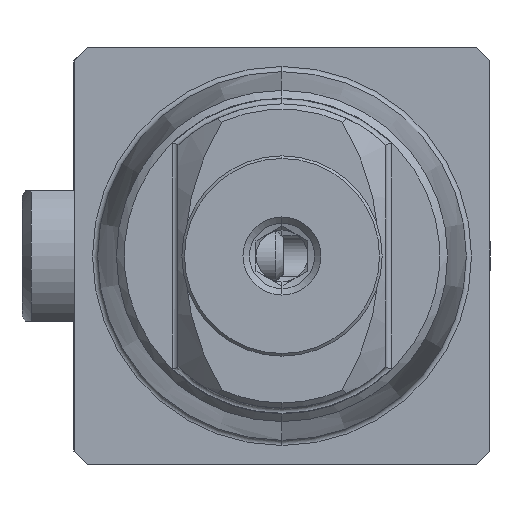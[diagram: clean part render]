
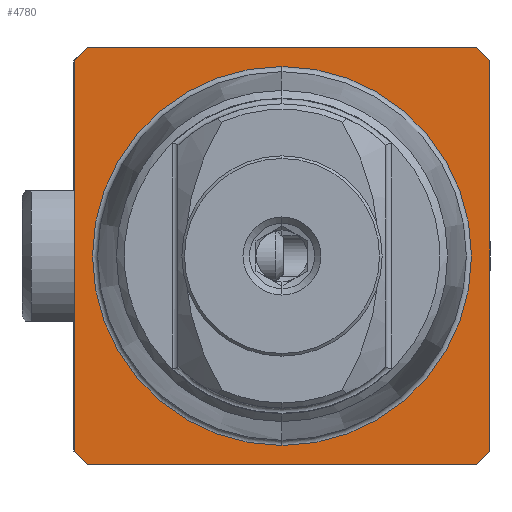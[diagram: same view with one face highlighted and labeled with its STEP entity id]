
A CAD part, left-side view. The second image highlights one B-rep face of the part: STEP entity #4780.
In plain terms, the highlighted planar face has unit normal (-1, 0, 0).
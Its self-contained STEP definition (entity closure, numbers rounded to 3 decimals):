
#68 = ORIENTED_EDGE ( 'NONE', *, *, #8934, .T. ) ;
#73 = VERTEX_POINT ( 'NONE', #191 ) ;
#140 = AXIS2_PLACEMENT_3D ( 'NONE', #1223, #4704, #3981 ) ;
#141 = ORIENTED_EDGE ( 'NONE', *, *, #1926, .T. ) ;
#191 = CARTESIAN_POINT ( 'NONE',  ( 0., 8., 7.5 ) ) ;
#279 = CARTESIAN_POINT ( 'NONE',  ( 0., -8., 7.5 ) ) ;
#385 = DIRECTION ( 'NONE',  ( 1., 0., 0. ) ) ;
#640 = LINE ( 'NONE', #3369, #3262 ) ;
#756 = ORIENTED_EDGE ( 'NONE', *, *, #8251, .T. ) ;
#860 = DIRECTION ( 'NONE',  ( -1., 0., 0. ) ) ;
#979 = VECTOR ( 'NONE', #999, 1000. ) ;
#999 = DIRECTION ( 'NONE',  ( 0., -0.707, 0.707 ) ) ;
#1041 = CARTESIAN_POINT ( 'NONE',  ( 0., -8., -7.5 ) ) ;
#1117 = CARTESIAN_POINT ( 'NONE',  ( 0., -8., -7.5 ) ) ;
#1166 = EDGE_CURVE ( 'NONE', #1488, #8100, #1320, .T. ) ;
#1223 = CARTESIAN_POINT ( 'NONE',  ( 0., 0., 0. ) ) ;
#1320 = CIRCLE ( 'NONE', #1327, 7.287 ) ;
#1327 = AXIS2_PLACEMENT_3D ( 'NONE', #1624, #860, #7114 ) ;
#1380 = VECTOR ( 'NONE', #4109, 1000. ) ;
#1488 = VERTEX_POINT ( 'NONE', #5490 ) ;
#1498 = LINE ( 'NONE', #4257, #4918 ) ;
#1548 = ORIENTED_EDGE ( 'NONE', *, *, #5398, .F. ) ;
#1552 = CARTESIAN_POINT ( 'NONE',  ( 0., 7.5, -8. ) ) ;
#1557 = VERTEX_POINT ( 'NONE', #8419 ) ;
#1624 = CARTESIAN_POINT ( 'NONE',  ( 0., 0., 0. ) ) ;
#1926 = EDGE_CURVE ( 'NONE', #5480, #5199, #3172, .T. ) ;
#2150 = CIRCLE ( 'NONE', #140, 7.287 ) ;
#2237 = VERTEX_POINT ( 'NONE', #5635 ) ;
#2266 = DIRECTION ( 'NONE',  ( 0., 0., 1. ) ) ;
#2338 = VERTEX_POINT ( 'NONE', #1552 ) ;
#2590 = EDGE_CURVE ( 'NONE', #8100, #1488, #2150, .T. ) ;
#3046 = CARTESIAN_POINT ( 'NONE',  ( 0., -7.5, 8. ) ) ;
#3172 = LINE ( 'NONE', #3046, #8825 ) ;
#3236 = DIRECTION ( 'NONE',  ( 0., 1., 0. ) ) ;
#3262 = VECTOR ( 'NONE', #6145, 1000. ) ;
#3369 = CARTESIAN_POINT ( 'NONE',  ( 0., 7.287, -8. ) ) ;
#3377 = CARTESIAN_POINT ( 'NONE',  ( 0., 8., 0. ) ) ;
#3446 = VECTOR ( 'NONE', #6600, 1000. ) ;
#3494 = ORIENTED_EDGE ( 'NONE', *, *, #1166, .F. ) ;
#3547 = VECTOR ( 'NONE', #8378, 1000. ) ;
#3899 = FACE_OUTER_BOUND ( 'NONE', #7140, .T. ) ;
#3981 = DIRECTION ( 'NONE',  ( 0., 0., 1. ) ) ;
#4084 = EDGE_LOOP ( 'NONE', ( #3494, #4273 ) ) ;
#4109 = DIRECTION ( 'NONE',  ( 0., 0., 1. ) ) ;
#4257 = CARTESIAN_POINT ( 'NONE',  ( 0., -8., 0. ) ) ;
#4273 = ORIENTED_EDGE ( 'NONE', *, *, #2590, .F. ) ;
#4357 = ORIENTED_EDGE ( 'NONE', *, *, #7030, .T. ) ;
#4406 = EDGE_CURVE ( 'NONE', #2237, #73, #7658, .T. ) ;
#4479 = CARTESIAN_POINT ( 'NONE',  ( 0., -7.5, 8. ) ) ;
#4620 = FACE_BOUND ( 'NONE', #4084, .T. ) ;
#4704 = DIRECTION ( 'NONE',  ( -1., 0., 0. ) ) ;
#4780 = ADVANCED_FACE ( 'NONE', ( #4620, #3899 ), #7459, .F. ) ;
#4825 = CARTESIAN_POINT ( 'NONE',  ( 0., 7.287, 8. ) ) ;
#4918 = VECTOR ( 'NONE', #2266, 1000. ) ;
#5164 = DIRECTION ( 'NONE',  ( 0., 0., -1. ) ) ;
#5199 = VERTEX_POINT ( 'NONE', #4479 ) ;
#5216 = ORIENTED_EDGE ( 'NONE', *, *, #5821, .T. ) ;
#5398 = EDGE_CURVE ( 'NONE', #6503, #73, #8177, .T. ) ;
#5480 = VERTEX_POINT ( 'NONE', #279 ) ;
#5490 = CARTESIAN_POINT ( 'NONE',  ( 0., 0., 7.287 ) ) ;
#5515 = LINE ( 'NONE', #4825, #8950 ) ;
#5628 = ORIENTED_EDGE ( 'NONE', *, *, #6843, .T. ) ;
#5635 = CARTESIAN_POINT ( 'NONE',  ( 0., 7.5, 8. ) ) ;
#5821 = EDGE_CURVE ( 'NONE', #5199, #2237, #5515, .T. ) ;
#5928 = LINE ( 'NONE', #8110, #3446 ) ;
#5993 = VERTEX_POINT ( 'NONE', #1117 ) ;
#6145 = DIRECTION ( 'NONE',  ( 0., -1., 0. ) ) ;
#6275 = CARTESIAN_POINT ( 'NONE',  ( 0., 8., 7.5 ) ) ;
#6503 = VERTEX_POINT ( 'NONE', #8862 ) ;
#6600 = DIRECTION ( 'NONE',  ( 0., -0.707, -0.707 ) ) ;
#6843 = EDGE_CURVE ( 'NONE', #1557, #5993, #8668, .T. ) ;
#6889 = AXIS2_PLACEMENT_3D ( 'NONE', #7318, #385, #5164 ) ;
#7030 = EDGE_CURVE ( 'NONE', #2338, #1557, #640, .T. ) ;
#7114 = DIRECTION ( 'NONE',  ( 0., 0., 1. ) ) ;
#7140 = EDGE_LOOP ( 'NONE', ( #756, #141, #5216, #8236, #1548, #68, #4357, #5628 ) ) ;
#7315 = CARTESIAN_POINT ( 'NONE',  ( 0., 0., -7.287 ) ) ;
#7318 = CARTESIAN_POINT ( 'NONE',  ( 0., 7.287, 0. ) ) ;
#7459 = PLANE ( 'NONE',  #6889 ) ;
#7658 = LINE ( 'NONE', #6275, #3547 ) ;
#7886 = DIRECTION ( 'NONE',  ( 0., 0.707, 0.707 ) ) ;
#8100 = VERTEX_POINT ( 'NONE', #7315 ) ;
#8110 = CARTESIAN_POINT ( 'NONE',  ( 0., 8., -7.5 ) ) ;
#8177 = LINE ( 'NONE', #3377, #1380 ) ;
#8236 = ORIENTED_EDGE ( 'NONE', *, *, #4406, .T. ) ;
#8251 = EDGE_CURVE ( 'NONE', #5993, #5480, #1498, .T. ) ;
#8378 = DIRECTION ( 'NONE',  ( 0., 0.707, -0.707 ) ) ;
#8419 = CARTESIAN_POINT ( 'NONE',  ( 0., -7.5, -8. ) ) ;
#8668 = LINE ( 'NONE', #1041, #979 ) ;
#8825 = VECTOR ( 'NONE', #7886, 1000. ) ;
#8862 = CARTESIAN_POINT ( 'NONE',  ( 0., 8., -7.5 ) ) ;
#8934 = EDGE_CURVE ( 'NONE', #6503, #2338, #5928, .T. ) ;
#8950 = VECTOR ( 'NONE', #3236, 1000. ) ;
